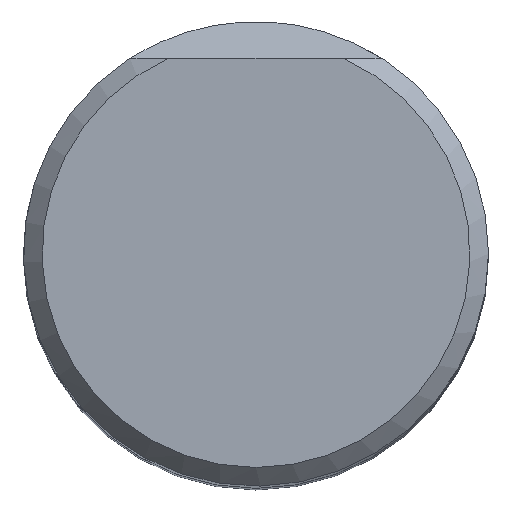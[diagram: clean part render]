
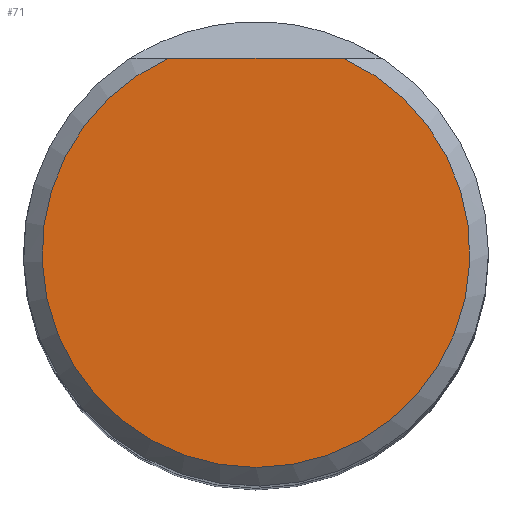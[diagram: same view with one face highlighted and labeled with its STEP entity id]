
A CAD part, top view. The second image highlights one B-rep face of the part: STEP entity #71.
In plain terms, the highlighted planar face has unit normal (0, 0, 1).
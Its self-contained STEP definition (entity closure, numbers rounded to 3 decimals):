
#71=ADVANCED_FACE('',(#98),#89,.F.);
#89=PLANE('',#300);
#98=FACE_OUTER_BOUND('',#108,.T.);
#108=EDGE_LOOP('',(#146,#147));
#135=CIRCLE('',#299,11.5);
#146=ORIENTED_EDGE('',*,*,#213,.F.);
#147=ORIENTED_EDGE('',*,*,#214,.T.);
#194=VERTEX_POINT('',#435);
#195=VERTEX_POINT('',#436);
#213=EDGE_CURVE('',#194,#195,#237,.T.);
#214=EDGE_CURVE('',#194,#195,#135,.T.);
#237=LINE('',#434,#245);
#245=VECTOR('',#339,1.);
#299=AXIS2_PLACEMENT_3D('',#437,#340,#341);
#300=AXIS2_PLACEMENT_3D('',#438,#342,#343);
#339=DIRECTION('',(1.,0.,0.));
#340=DIRECTION('',(0.,0.,1.));
#341=DIRECTION('',(-1.,0.,0.));
#342=DIRECTION('',(0.,0.,-1.));
#343=DIRECTION('',(-1.,0.,0.));
#434=CARTESIAN_POINT('',(0.,10.5,0.));
#435=CARTESIAN_POINT('',(-4.69,10.5,0.));
#436=CARTESIAN_POINT('',(4.69,10.5,0.));
#437=CARTESIAN_POINT('',(0.,0.,0.));
#438=CARTESIAN_POINT('',(0.,12.5,0.));
